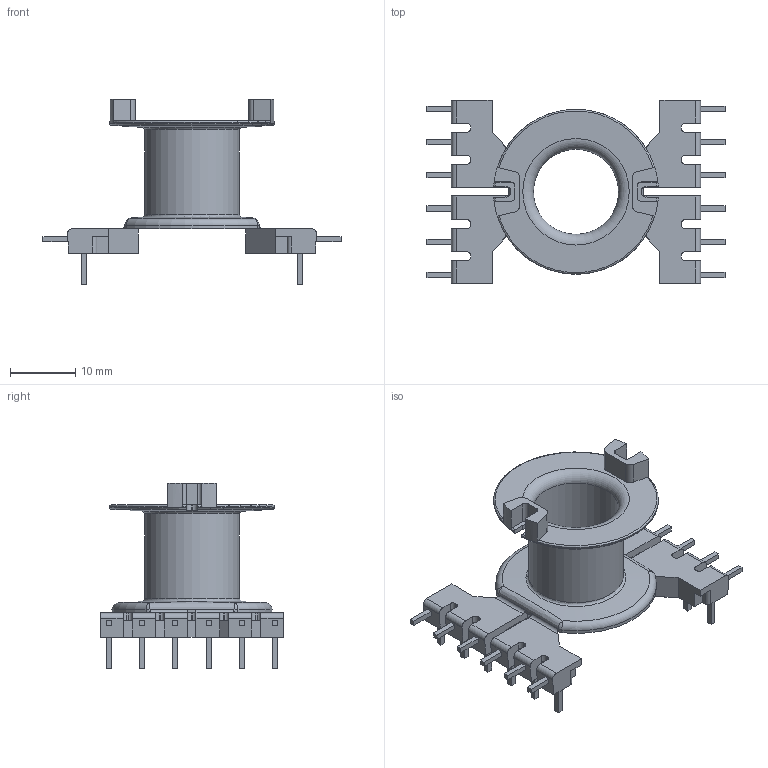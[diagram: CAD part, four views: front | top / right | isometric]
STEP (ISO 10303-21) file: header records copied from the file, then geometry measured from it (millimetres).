
FILE_DESCRIPTION(/* description */ ('Unknown'),/* implementation_level */ '2;1');
FILE_NAME(/* name */ 'B65816C1512T001',/* time_stamp */ '2023-12-14T08:49:22+02:00',/* author */ ('Unknown'),/* organization */ ('Unknown'),/* preprocessor_version */ 'ST-DEVELOPER v18.102',/* originating_system */ 'Solid Edge',/* authorisation */ 'Unknown');
FILE_SCHEMA (('AUTOMOTIVE_DESIGN {1 0 10303 214 3 1 1}'));
Length unit declared in the file: millimetre
Products named in the file (1): B65816C1512T001
Bounding box: 45.54 x 27.96 x 28.36 mm (x, y, z)
Volume: 2536.7 mm3; surface area: 4976.7 mm2
Topology: 1 solids, 1 shells, 398 faces, 1103 edges, 727 vertices
Faces by surface type: plane 290, cylinder 86, torus 14, sphere 4, bspline 2, cone 2
Full cylindrical faces by diameter (mm): 13 x1, 14.5 x1
Entity records: 15388 total; most frequent: CARTESIAN_POINT 2335, ORIENTED_EDGE 2176, DIRECTION 2050, EDGE_CURVE 1088, LINE 860, VECTOR 860, VERTEX_POINT 724, AXIS2_PLACEMENT_3D 595
